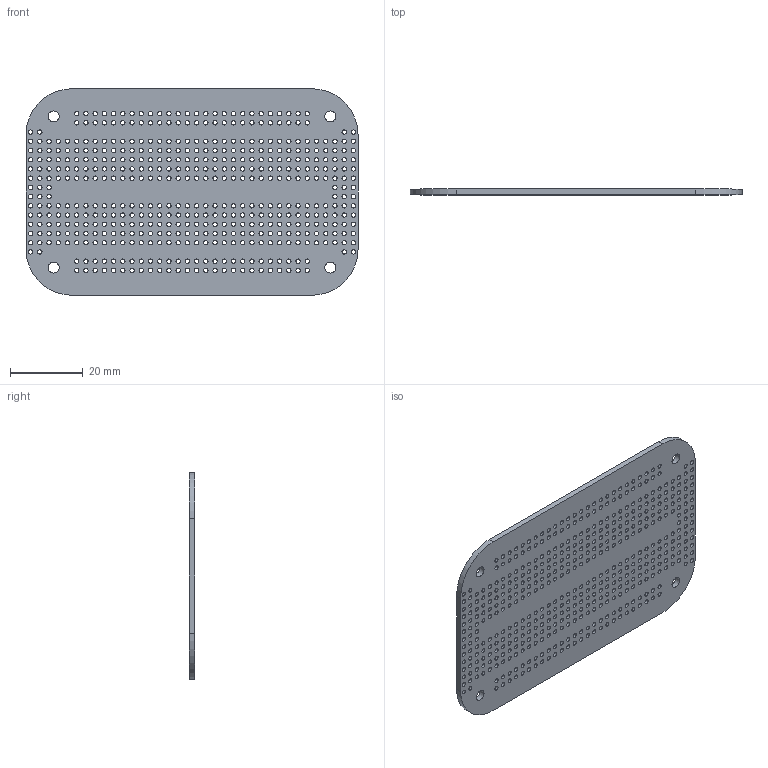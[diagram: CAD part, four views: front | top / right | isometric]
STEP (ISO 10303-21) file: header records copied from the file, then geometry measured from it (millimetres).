
FILE_DESCRIPTION(/* description */ (''),/* implementation_level */ '2;1');
FILE_NAME(/* name */ '723 Minty Perma-Proto.step',/* time_stamp */ '2018-10-04T00:07:40-04:00',/* author */ ('jesseDRAVW'),/* organization */ (''),/* preprocessor_version */ 'ST-DEVELOPER v17.2',/* originating_system */ 'Autodesk Translation Framework v7.6.0.251',/* authorisation */ '');
FILE_SCHEMA (('AUTOMOTIVE_DESIGN { 1 0 10303 214 3 1 1 }'));
Length unit declared in the file: millimetre
Products named in the file (1): 723 Minty Perma-Proto
Bounding box: 91.44 x 1.57 x 56.9 mm (x, y, z)
Volume: 7046.9 mm3; surface area: 12332.3 mm2
Topology: 1 solids, 1 shells, 498 faces, 1488 edges, 992 vertices
Faces by surface type: cylinder 492, plane 6
Full cylindrical faces by diameter (mm): 1.2 x484, 3 x4
Entity records: 19368 total; most frequent: DIRECTION 3470, CARTESIAN_POINT 2979, ORIENTED_EDGE 2976, EDGE_CURVE 1488, AXIS2_PLACEMENT_3D 1483, EDGE_LOOP 1474, VERTEX_POINT 992, CIRCLE 984
